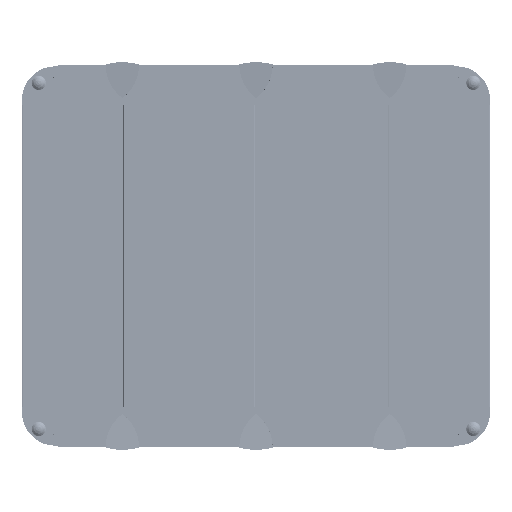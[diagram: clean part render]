
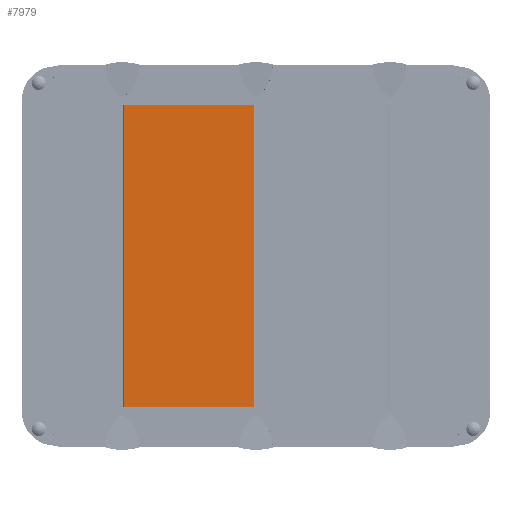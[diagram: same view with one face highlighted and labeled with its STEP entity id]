
A CAD part, front view. The second image highlights one B-rep face of the part: STEP entity #7979.
In plain terms, the highlighted face is planar.
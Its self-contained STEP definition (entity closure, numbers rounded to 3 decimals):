
#4165=DIRECTION('',(1.,0.,0.));
#4166=VECTOR('',#4165,117.106);
#4167=CARTESIAN_POINT('',(-120.606,0.,-135.3));
#4168=LINE('',#4167,#4166);
#4884=DIRECTION('',(-1.,0.,0.));
#4885=VECTOR('',#4884,117.106);
#4886=CARTESIAN_POINT('',(-3.5,0.,135.3));
#4887=LINE('',#4886,#4885);
#5830=DIRECTION('',(0.,0.,-1.));
#5831=VECTOR('',#5830,270.6);
#5832=CARTESIAN_POINT('',(-120.606,0.,135.3));
#5833=LINE('',#5832,#5831);
#5837=DIRECTION('',(0.,0.,1.));
#5838=VECTOR('',#5837,270.6);
#5839=CARTESIAN_POINT('',(-3.5,0.,-135.3));
#5840=LINE('',#5839,#5838);
#6458=CARTESIAN_POINT('',(-120.606,0.,-135.3));
#6459=VERTEX_POINT('',#6458);
#6460=CARTESIAN_POINT('',(-3.5,0.,-135.3));
#6461=VERTEX_POINT('',#6460);
#6690=CARTESIAN_POINT('',(-120.606,0.,135.3));
#6691=VERTEX_POINT('',#6690);
#6692=CARTESIAN_POINT('',(-3.5,0.,135.3));
#6693=VERTEX_POINT('',#6692);
#7967=CARTESIAN_POINT('',(-120.606,0.,0.));
#7968=DIRECTION('',(0.,1.,0.));
#7969=DIRECTION('',(0.,0.,1.));
#7970=AXIS2_PLACEMENT_3D('',#7967,#7968,#7969);
#7971=PLANE('',#7970);
#7972=ORIENTED_EDGE('',*,*,#7200,.T.);
#7973=ORIENTED_EDGE('',*,*,#7962,.T.);
#7974=ORIENTED_EDGE('',*,*,#6989,.T.);
#7976=ORIENTED_EDGE('',*,*,#7975,.T.);
#7977=EDGE_LOOP('',(#7972,#7973,#7974,#7976));
#7978=FACE_OUTER_BOUND('',#7977,.F.);
#7979=ADVANCED_FACE('',(#7978),#7971,.T.);
#6989=EDGE_CURVE('',#6459,#6461,#4168,.T.);
#7200=EDGE_CURVE('',#6693,#6691,#4887,.T.);
#7962=EDGE_CURVE('',#6691,#6459,#5833,.T.);
#7975=EDGE_CURVE('',#6461,#6693,#5840,.T.);
